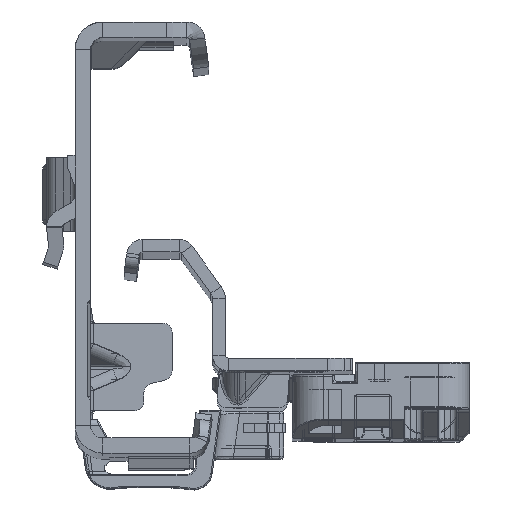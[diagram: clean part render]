
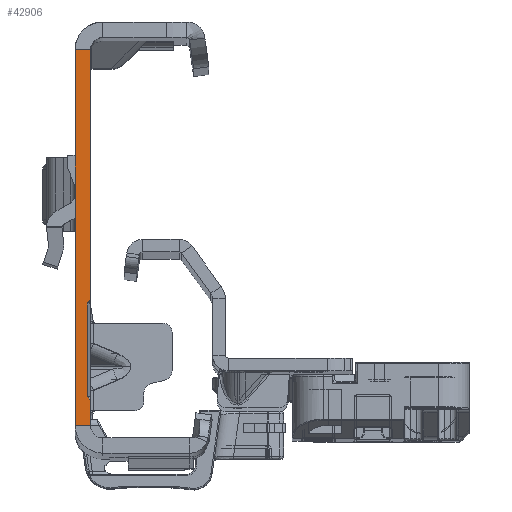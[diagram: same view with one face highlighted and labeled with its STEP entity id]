
A CAD part, top view. The second image highlights one B-rep face of the part: STEP entity #42906.
In plain terms, the highlighted planar face has unit normal (0, 0, 1).
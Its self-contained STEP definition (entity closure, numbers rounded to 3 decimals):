
#2158 = ORIENTED_EDGE ( 'NONE', *, *, #12729, .T. ) ;
#2548 = VECTOR ( 'NONE', #65033, 1000. ) ;
#3889 = EDGE_CURVE ( 'NONE', #91611, #28366, #106303, .T. ) ;
#4076 = PLANE ( 'NONE',  #6394 ) ;
#4722 = DIRECTION ( 'NONE',  ( 1., 0., 0. ) ) ;
#5315 = LINE ( 'NONE', #115087, #2548 ) ;
#5992 = DIRECTION ( 'NONE',  ( 0., -1., 0. ) ) ;
#6394 = AXIS2_PLACEMENT_3D ( 'NONE', #91768, #102163, #4722 ) ;
#8036 = VECTOR ( 'NONE', #89849, 1000. ) ;
#10152 = EDGE_CURVE ( 'NONE', #92487, #127508, #5315, .T. ) ;
#12729 = EDGE_CURVE ( 'NONE', #63674, #102955, #62733, .T. ) ;
#15047 = EDGE_CURVE ( 'NONE', #67577, #21710, #107370, .T. ) ;
#19753 = LINE ( 'NONE', #61261, #8036 ) ;
#21710 = VERTEX_POINT ( 'NONE', #32670 ) ;
#25741 = CARTESIAN_POINT ( 'NONE',  ( 0., -25.968, 0. ) ) ;
#27302 = LINE ( 'NONE', #47425, #74739 ) ;
#27719 = CARTESIAN_POINT ( 'NONE',  ( -0.259, -10.182, 0. ) ) ;
#28366 = VERTEX_POINT ( 'NONE', #72236 ) ;
#31599 = DIRECTION ( 'NONE',  ( -1., 0., 0. ) ) ;
#32670 = CARTESIAN_POINT ( 'NONE',  ( -2.45, -30., 0. ) ) ;
#32829 = EDGE_CURVE ( 'NONE', #102955, #21710, #54602, .T. ) ;
#34627 = EDGE_LOOP ( 'NONE', ( #77498, #87483, #82104, #2158, #124745, #99568, #126333, #36560 ) ) ;
#36560 = ORIENTED_EDGE ( 'NONE', *, *, #10152, .T. ) ;
#37053 = CARTESIAN_POINT ( 'NONE',  ( -2.45, -32., 0. ) ) ;
#42906 = ADVANCED_FACE ( 'NONE', ( #72906 ), #4076, .T. ) ;
#45278 = DIRECTION ( 'NONE',  ( 0.719, 0.695, 0. ) ) ;
#47425 = CARTESIAN_POINT ( 'NONE',  ( 0., -32., 0. ) ) ;
#52235 = CARTESIAN_POINT ( 'NONE',  ( -0.536, -10.45, 0. ) ) ;
#54554 = CARTESIAN_POINT ( 'NONE',  ( -2.45, 30., 0. ) ) ;
#54602 = LINE ( 'NONE', #37053, #87652 ) ;
#56141 = VECTOR ( 'NONE', #45278, 1000. ) ;
#56509 = DIRECTION ( 'NONE',  ( 0., -1., 0. ) ) ;
#57379 = EDGE_CURVE ( 'NONE', #63674, #28366, #76728, .T. ) ;
#61261 = CARTESIAN_POINT ( 'NONE',  ( -0.536, -9.85, 0. ) ) ;
#62733 = LINE ( 'NONE', #83483, #125694 ) ;
#63674 = VERTEX_POINT ( 'NONE', #65063 ) ;
#65033 = DIRECTION ( 'NONE',  ( -0.719, 0.695, 0. ) ) ;
#65063 = CARTESIAN_POINT ( 'NONE',  ( 0., 30., 0. ) ) ;
#67577 = VERTEX_POINT ( 'NONE', #80258 ) ;
#71935 = VECTOR ( 'NONE', #78116, 1000. ) ;
#72236 = CARTESIAN_POINT ( 'NONE',  ( 0., -9.932, 0. ) ) ;
#72906 = FACE_OUTER_BOUND ( 'NONE', #34627, .T. ) ;
#74739 = VECTOR ( 'NONE', #56509, 1000. ) ;
#76728 = LINE ( 'NONE', #117686, #89106 ) ;
#77498 = ORIENTED_EDGE ( 'NONE', *, *, #98616, .F. ) ;
#78116 = DIRECTION ( 'NONE',  ( -1., 0., 0. ) ) ;
#80258 = CARTESIAN_POINT ( 'NONE',  ( 0., -30., 0. ) ) ;
#82104 = ORIENTED_EDGE ( 'NONE', *, *, #57379, .F. ) ;
#83483 = CARTESIAN_POINT ( 'NONE',  ( 0., 30., 0. ) ) ;
#87483 = ORIENTED_EDGE ( 'NONE', *, *, #3889, .T. ) ;
#87652 = VECTOR ( 'NONE', #116305, 1000. ) ;
#89106 = VECTOR ( 'NONE', #5992, 1000. ) ;
#89849 = DIRECTION ( 'NONE',  ( 0., -1., 0. ) ) ;
#91611 = VERTEX_POINT ( 'NONE', #52235 ) ;
#91768 = CARTESIAN_POINT ( 'NONE',  ( -2.45, -32., 0. ) ) ;
#92487 = VERTEX_POINT ( 'NONE', #25741 ) ;
#98274 = CARTESIAN_POINT ( 'NONE',  ( 0., -30., 0. ) ) ;
#98616 = EDGE_CURVE ( 'NONE', #91611, #127508, #19753, .T. ) ;
#99568 = ORIENTED_EDGE ( 'NONE', *, *, #15047, .F. ) ;
#100529 = EDGE_CURVE ( 'NONE', #92487, #67577, #27302, .T. ) ;
#102163 = DIRECTION ( 'NONE',  ( 0., 0., 1. ) ) ;
#102955 = VERTEX_POINT ( 'NONE', #54554 ) ;
#106303 = LINE ( 'NONE', #27719, #56141 ) ;
#107370 = LINE ( 'NONE', #98274, #71935 ) ;
#112001 = CARTESIAN_POINT ( 'NONE',  ( -0.536, -25.45, 0. ) ) ;
#115087 = CARTESIAN_POINT ( 'NONE',  ( 0.082, -26.047, 0. ) ) ;
#116305 = DIRECTION ( 'NONE',  ( 0., -1., 0. ) ) ;
#117686 = CARTESIAN_POINT ( 'NONE',  ( 0., -32., 0. ) ) ;
#124745 = ORIENTED_EDGE ( 'NONE', *, *, #32829, .T. ) ;
#125694 = VECTOR ( 'NONE', #31599, 1000. ) ;
#126333 = ORIENTED_EDGE ( 'NONE', *, *, #100529, .F. ) ;
#127508 = VERTEX_POINT ( 'NONE', #112001 ) ;
